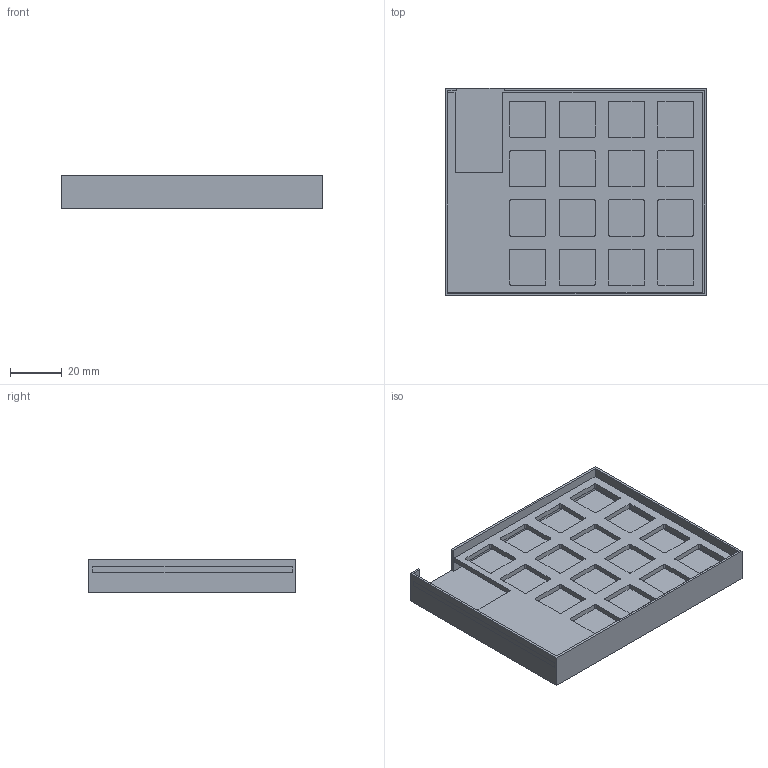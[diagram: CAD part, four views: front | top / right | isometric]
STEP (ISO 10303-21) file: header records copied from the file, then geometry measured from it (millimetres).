
FILE_DESCRIPTION(/* description */ (''),/* implementation_level */ '2;1');
FILE_NAME(/* name */ 'Macropad Final.step',/* time_stamp */ '2026-01-27T17:28:39-05:00',/* author */ (''),/* organization */ (''),/* preprocessor_version */ 'ST-DEVELOPER v20.1',/* originating_system */ 'Autodesk Translation Framework v14.24.0.0',/* authorisation */ '');
FILE_SCHEMA (('AUTOMOTIVE_DESIGN { 1 0 10303 214 3 1 1 }'));
Length unit declared in the file: millimetre
Products named in the file (4): 2026-01-25-17-48-52-756; 2026-01-14-15-52-15-292; 2026-01-13-18-19-14-159; 2026-01-27-17-13-51-966
Assembly tree (3 placements, depth 2):
  2026-01-25-17-48-52-756
    2026-01-14-15-52-15-292
    2026-01-13-18-19-14-159
    2026-01-27-17-13-51-966
Bounding box: 101.22 x 80.26 x 13 mm (x, y, z)
Volume: 35695.7 mm3; surface area: 34679.7 mm2
Topology: 2 solids, 2 shells, 152 faces, 444 edges, 296 vertices
Faces by surface type: plane 88, cylinder 64
Entity records: 5236 total; most frequent: CARTESIAN_POINT 899, DIRECTION 890, ORIENTED_EDGE 888, EDGE_CURVE 444, LINE 316, VECTOR 316, VERTEX_POINT 296, AXIS2_PLACEMENT_3D 287
